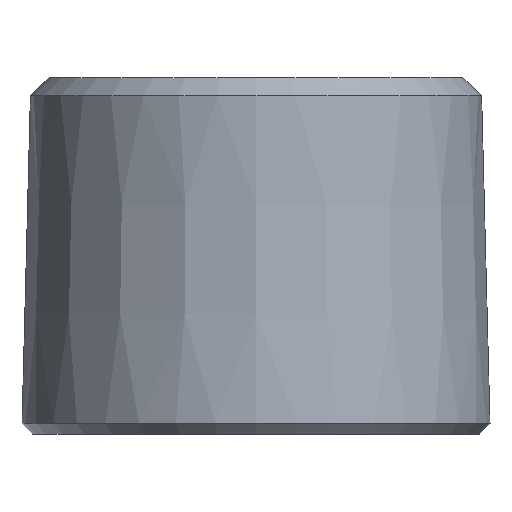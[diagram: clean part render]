
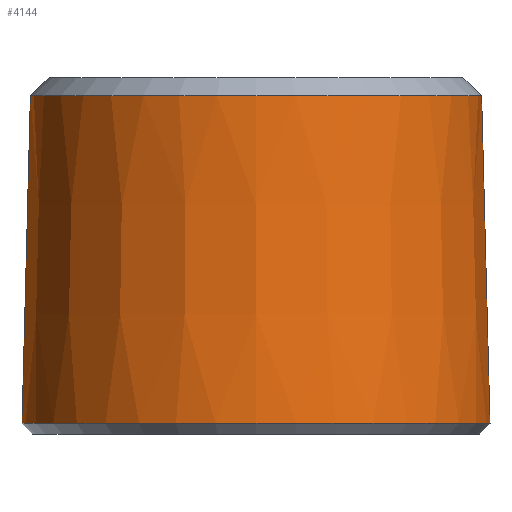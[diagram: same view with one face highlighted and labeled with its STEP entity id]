
A CAD part, front view. The second image highlights one B-rep face of the part: STEP entity #4144.
In plain terms, the highlighted conical face has half-angle 1.47 degrees and reference radius 6.579 mm.
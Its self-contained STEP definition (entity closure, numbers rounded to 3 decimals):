
#333=CARTESIAN_POINT('Vertex',(6.571,0.,0.3)) ;
#336=CARTESIAN_POINT('Axis2P3D Location',(0.,0.,0.3)) ;
#340=CARTESIAN_POINT('Vertex',(-6.571,0.,0.3)) ;
#4114=CARTESIAN_POINT('Axis2P3D Location',(0.,0.,0.)) ;
#4119=CARTESIAN_POINT('Axis2P3D Location',(0.,0.,9.5)) ;
#4123=CARTESIAN_POINT('Vertex',(-6.335,0.,9.5)) ;
#4125=CARTESIAN_POINT('Vertex',(6.335,0.,9.5)) ;
#4128=CARTESIAN_POINT('Line Origine',(-6.45,0.,5.)) ;
#4133=CARTESIAN_POINT('Line Origine',(6.45,0.,5.)) ;
#337=DIRECTION('Axis2P3D Direction',(0.,0.,1.)) ;
#4115=DIRECTION('Axis2P3D Direction',(-0.,-0.,-1.)) ;
#4116=DIRECTION('Axis2P3D XDirection',(-1.,0.,0.)) ;
#4120=DIRECTION('Axis2P3D Direction',(0.,0.,1.)) ;
#4129=DIRECTION('Vector Direction',(-0.026,0.,-1.)) ;
#4134=DIRECTION('Vector Direction',(0.026,0.,-1.)) ;
#338=AXIS2_PLACEMENT_3D('Circle Axis2P3D',#336,#337,$) ;
#4117=AXIS2_PLACEMENT_3D('Cone Axis2P3D',#4114,#4115,#4116) ;
#4121=AXIS2_PLACEMENT_3D('Circle Axis2P3D',#4119,#4120,$) ;
#4139=ORIENTED_EDGE('',*,*,#4127,.F.) ;
#4140=ORIENTED_EDGE('',*,*,#4132,.F.) ;
#4141=ORIENTED_EDGE('',*,*,#342,.F.) ;
#4142=ORIENTED_EDGE('',*,*,#4137,.T.) ;
#4130=VECTOR('Line Direction',#4129,1.) ;
#4135=VECTOR('Line Direction',#4134,1.) ;
#4144=ADVANCED_FACE('Corps principal',(#4143),#4118,.T.) ;
#339=CIRCLE('generated circle',#338,6.571) ;
#4122=CIRCLE('generated circle',#4121,6.335) ;
#4118=CONICAL_SURFACE('Cone',#4117,6.579,0.026) ;
#342=EDGE_CURVE('',#334,#341,#339,.F.) ;
#4127=EDGE_CURVE('',#4124,#4126,#4122,.T.) ;
#4132=EDGE_CURVE('',#341,#4124,#4131,.F.) ;
#4137=EDGE_CURVE('',#334,#4126,#4136,.F.) ;
#4138=EDGE_LOOP('',(#4139,#4140,#4141,#4142)) ;
#4143=FACE_OUTER_BOUND('',#4138,.T.) ;
#4131=LINE('Line',#4128,#4130) ;
#4136=LINE('Line',#4133,#4135) ;
#334=VERTEX_POINT('',#333) ;
#341=VERTEX_POINT('',#340) ;
#4124=VERTEX_POINT('',#4123) ;
#4126=VERTEX_POINT('',#4125) ;
